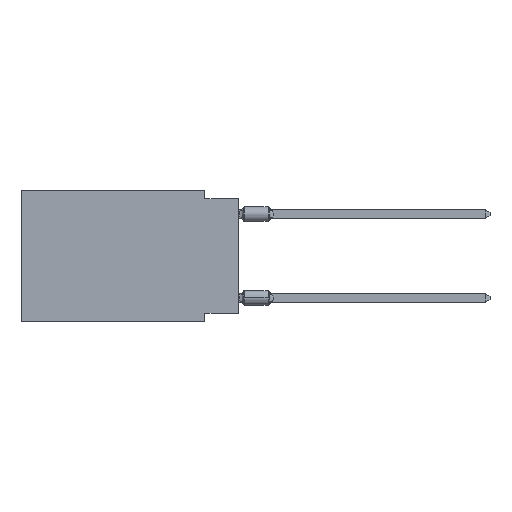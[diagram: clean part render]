
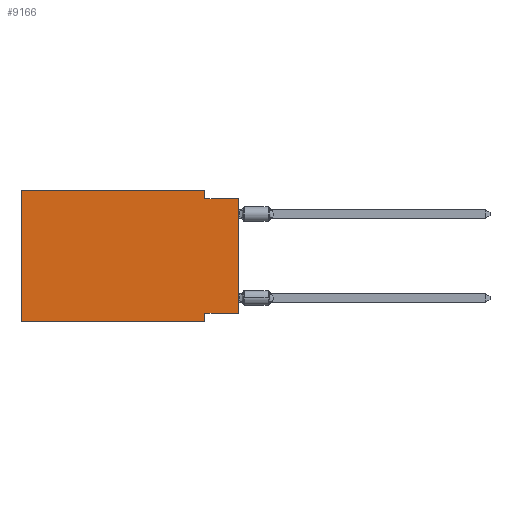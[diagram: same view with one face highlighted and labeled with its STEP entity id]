
A CAD part, left-side view. The second image highlights one B-rep face of the part: STEP entity #9166.
In plain terms, the highlighted planar face has unit normal (-1, 0, 0).
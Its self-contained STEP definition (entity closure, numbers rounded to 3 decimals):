
#252 = EDGE_CURVE ( 'NONE', #1781, #19162, #30586, .T. ) ;
#459 = ORIENTED_EDGE ( 'NONE', *, *, #32923, .T. ) ;
#609 = VERTEX_POINT ( 'NONE', #38167 ) ;
#704 = ORIENTED_EDGE ( 'NONE', *, *, #252, .F. ) ;
#746 = ORIENTED_EDGE ( 'NONE', *, *, #29121, .F. ) ;
#807 = DIRECTION ( 'NONE',  ( 0., -1., 0. ) ) ;
#878 = PLANE ( 'NONE',  #8125 ) ;
#1085 = DIRECTION ( 'NONE',  ( 1., 0., 0. ) ) ;
#1521 = VERTEX_POINT ( 'NONE', #25203 ) ;
#1562 = ORIENTED_EDGE ( 'NONE', *, *, #32622, .F. ) ;
#1781 = VERTEX_POINT ( 'NONE', #8129 ) ;
#1880 = CARTESIAN_POINT ( 'NONE',  ( 0., 0., -9.271 ) ) ;
#1952 = DIRECTION ( 'NONE',  ( 0., 0., -1. ) ) ;
#2065 = DIRECTION ( 'NONE',  ( 0., 1., 0. ) ) ;
#2554 = CARTESIAN_POINT ( 'NONE',  ( 0., 2.54, -9.906 ) ) ;
#2919 = VECTOR ( 'NONE', #2065, 1000. ) ;
#3416 = LINE ( 'NONE', #12435, #11926 ) ;
#3897 = EDGE_CURVE ( 'NONE', #17382, #12272, #30169, .T. ) ;
#6380 = VECTOR ( 'NONE', #30428, 1000. ) ;
#6393 = LINE ( 'NONE', #18212, #6380 ) ;
#6902 = CARTESIAN_POINT ( 'NONE',  ( 0., 16.383, 0. ) ) ;
#7943 = EDGE_CURVE ( 'NONE', #26082, #1781, #26712, .T. ) ;
#8125 = AXIS2_PLACEMENT_3D ( 'NONE', #6902, #1085, #25536 ) ;
#8129 = CARTESIAN_POINT ( 'NONE',  ( 0., 2.54, -9.271 ) ) ;
#8482 = CARTESIAN_POINT ( 'NONE',  ( 0., 2.54, -9.906 ) ) ;
#9166 = ADVANCED_FACE ( 'NONE', ( #34318 ), #878, .F. ) ;
#10682 = LINE ( 'NONE', #34902, #22890 ) ;
#10822 = DIRECTION ( 'NONE',  ( 0., -1., 0. ) ) ;
#11926 = VECTOR ( 'NONE', #807, 1000. ) ;
#12272 = VERTEX_POINT ( 'NONE', #37991 ) ;
#12435 = CARTESIAN_POINT ( 'NONE',  ( 0., 0., -0.635 ) ) ;
#14299 = EDGE_LOOP ( 'NONE', ( #23557, #746, #33733, #1562, #31089, #459, #704, #19314 ) ) ;
#15364 = DIRECTION ( 'NONE',  ( 0., 0., -1. ) ) ;
#17382 = VERTEX_POINT ( 'NONE', #17619 ) ;
#17619 = CARTESIAN_POINT ( 'NONE',  ( 0., 16.383, -9.906 ) ) ;
#18212 = CARTESIAN_POINT ( 'NONE',  ( 0., 16.383, -9.906 ) ) ;
#19162 = VERTEX_POINT ( 'NONE', #8482 ) ;
#19314 = ORIENTED_EDGE ( 'NONE', *, *, #7943, .F. ) ;
#20040 = LINE ( 'NONE', #32235, #26861 ) ;
#21799 = EDGE_CURVE ( 'NONE', #26082, #609, #10682, .T. ) ;
#22890 = VECTOR ( 'NONE', #29505, 1000. ) ;
#23557 = ORIENTED_EDGE ( 'NONE', *, *, #21799, .T. ) ;
#23771 = CARTESIAN_POINT ( 'NONE',  ( 0., 16.383, 0. ) ) ;
#24684 = VECTOR ( 'NONE', #1952, 1000. ) ;
#25203 = CARTESIAN_POINT ( 'NONE',  ( 0., 2.54, -0.635 ) ) ;
#25536 = DIRECTION ( 'NONE',  ( 0., 0., -1. ) ) ;
#26082 = VERTEX_POINT ( 'NONE', #26629 ) ;
#26425 = EDGE_CURVE ( 'NONE', #33646, #1521, #32173, .T. ) ;
#26539 = VECTOR ( 'NONE', #15364, 1000. ) ;
#26629 = CARTESIAN_POINT ( 'NONE',  ( 0., 0., -9.271 ) ) ;
#26712 = LINE ( 'NONE', #1880, #2919 ) ;
#26861 = VECTOR ( 'NONE', #10822, 1000. ) ;
#27165 = DIRECTION ( 'NONE',  ( 0., 0., 1. ) ) ;
#28971 = CARTESIAN_POINT ( 'NONE',  ( 0., 2.54, 0. ) ) ;
#29121 = EDGE_CURVE ( 'NONE', #1521, #609, #3416, .T. ) ;
#29505 = DIRECTION ( 'NONE',  ( 0., 0., 1. ) ) ;
#30169 = LINE ( 'NONE', #23771, #32768 ) ;
#30428 = DIRECTION ( 'NONE',  ( 0., -1., 0. ) ) ;
#30586 = LINE ( 'NONE', #2554, #26539 ) ;
#31089 = ORIENTED_EDGE ( 'NONE', *, *, #3897, .F. ) ;
#32173 = LINE ( 'NONE', #28971, #24684 ) ;
#32235 = CARTESIAN_POINT ( 'NONE',  ( 0., 16.383, 0. ) ) ;
#32622 = EDGE_CURVE ( 'NONE', #12272, #33646, #20040, .T. ) ;
#32768 = VECTOR ( 'NONE', #27165, 1000. ) ;
#32923 = EDGE_CURVE ( 'NONE', #17382, #19162, #6393, .T. ) ;
#33646 = VERTEX_POINT ( 'NONE', #36077 ) ;
#33733 = ORIENTED_EDGE ( 'NONE', *, *, #26425, .F. ) ;
#34318 = FACE_OUTER_BOUND ( 'NONE', #14299, .T. ) ;
#34902 = CARTESIAN_POINT ( 'NONE',  ( 0., 0., 0. ) ) ;
#36077 = CARTESIAN_POINT ( 'NONE',  ( 0., 2.54, 0. ) ) ;
#37991 = CARTESIAN_POINT ( 'NONE',  ( 0., 16.383, 0. ) ) ;
#38167 = CARTESIAN_POINT ( 'NONE',  ( 0., 0., -0.635 ) ) ;
